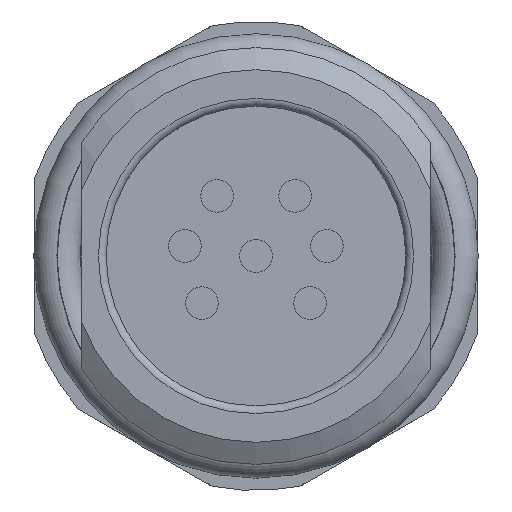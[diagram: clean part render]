
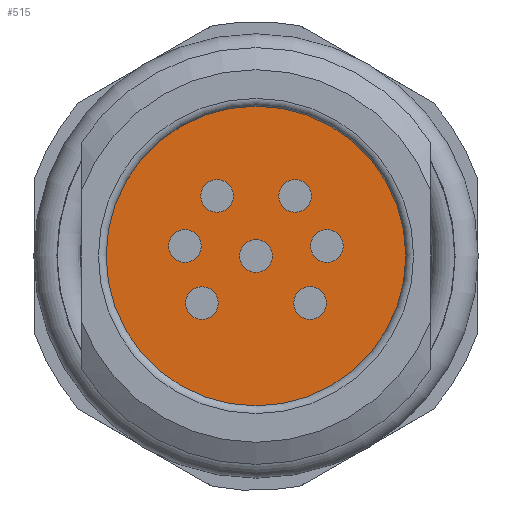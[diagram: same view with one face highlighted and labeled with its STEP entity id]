
A CAD part, left-side view. The second image highlights one B-rep face of the part: STEP entity #515.
In plain terms, the highlighted planar face has unit normal (-1, 0, 0).
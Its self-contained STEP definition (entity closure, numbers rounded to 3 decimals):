
#126=FACE_BOUND('',#848,.T.);
#127=FACE_BOUND('',#849,.T.);
#128=FACE_BOUND('',#850,.T.);
#129=FACE_BOUND('',#851,.T.);
#130=FACE_BOUND('',#852,.T.);
#131=FACE_BOUND('',#853,.T.);
#132=FACE_BOUND('',#854,.T.);
#133=FACE_BOUND('',#855,.T.);
#345=CIRCLE('',#2675,0.625);
#346=CIRCLE('',#2676,0.625);
#347=CIRCLE('',#2677,0.625);
#348=CIRCLE('',#2678,0.625);
#349=CIRCLE('',#2679,0.625);
#350=CIRCLE('',#2680,0.625);
#351=CIRCLE('',#2681,5.75);
#352=CIRCLE('',#2682,0.625);
#515=ADVANCED_FACE('',(#126,#127,#128,#129,#130,#131,#132,#133),#680,.T.);
#680=PLANE('',#2683);
#848=EDGE_LOOP('',(#1382));
#849=EDGE_LOOP('',(#1383));
#850=EDGE_LOOP('',(#1384));
#851=EDGE_LOOP('',(#1385));
#852=EDGE_LOOP('',(#1386));
#853=EDGE_LOOP('',(#1387));
#854=EDGE_LOOP('',(#1388));
#855=EDGE_LOOP('',(#1389));
#1382=ORIENTED_EDGE('',*,*,#2310,.F.);
#1383=ORIENTED_EDGE('',*,*,#2311,.F.);
#1384=ORIENTED_EDGE('',*,*,#2312,.F.);
#1385=ORIENTED_EDGE('',*,*,#2313,.F.);
#1386=ORIENTED_EDGE('',*,*,#2314,.F.);
#1387=ORIENTED_EDGE('',*,*,#2315,.F.);
#1388=ORIENTED_EDGE('',*,*,#2316,.T.);
#1389=ORIENTED_EDGE('',*,*,#2317,.T.);
#2042=VERTEX_POINT('',#4441);
#2043=VERTEX_POINT('',#4443);
#2044=VERTEX_POINT('',#4445);
#2045=VERTEX_POINT('',#4447);
#2046=VERTEX_POINT('',#4449);
#2047=VERTEX_POINT('',#4451);
#2048=VERTEX_POINT('',#4453);
#2049=VERTEX_POINT('',#4455);
#2310=EDGE_CURVE('',#2042,#2042,#345,.T.);
#2311=EDGE_CURVE('',#2043,#2043,#346,.T.);
#2312=EDGE_CURVE('',#2044,#2044,#347,.T.);
#2313=EDGE_CURVE('',#2045,#2045,#348,.T.);
#2314=EDGE_CURVE('',#2046,#2046,#349,.T.);
#2315=EDGE_CURVE('',#2047,#2047,#350,.T.);
#2316=EDGE_CURVE('',#2048,#2048,#351,.T.);
#2317=EDGE_CURVE('',#2049,#2049,#352,.T.);
#2675=AXIS2_PLACEMENT_3D('',#4440,#3097,#3098);
#2676=AXIS2_PLACEMENT_3D('',#4442,#3099,#3100);
#2677=AXIS2_PLACEMENT_3D('',#4444,#3101,#3102);
#2678=AXIS2_PLACEMENT_3D('',#4446,#3103,#3104);
#2679=AXIS2_PLACEMENT_3D('',#4448,#3105,#3106);
#2680=AXIS2_PLACEMENT_3D('',#4450,#3107,#3108);
#2681=AXIS2_PLACEMENT_3D('',#4452,#3109,#3110);
#2682=AXIS2_PLACEMENT_3D('',#4454,#3111,#3112);
#2683=AXIS2_PLACEMENT_3D('',#4456,#3113,#3114);
#3097=DIRECTION('',(-1.,0.,0.));
#3098=DIRECTION('',(0.,0.,1.));
#3099=DIRECTION('',(-1.,0.,0.));
#3100=DIRECTION('',(0.,0.,1.));
#3101=DIRECTION('',(-1.,0.,0.));
#3102=DIRECTION('',(0.,0.,1.));
#3103=DIRECTION('',(-1.,0.,0.));
#3104=DIRECTION('',(0.,0.,1.));
#3105=DIRECTION('',(-1.,0.,0.));
#3106=DIRECTION('',(0.,0.,1.));
#3107=DIRECTION('',(-1.,0.,0.));
#3108=DIRECTION('',(0.,0.,1.));
#3109=DIRECTION('',(-1.,0.,0.));
#3110=DIRECTION('',(0.,0.,1.));
#3111=DIRECTION('',(1.,0.,0.));
#3112=DIRECTION('',(0.,0.,1.));
#3113=DIRECTION('',(-1.,0.,0.));
#3114=DIRECTION('',(0.,-0.707,-0.707));
#4440=CARTESIAN_POINT('',(-17.,-2.075,-1.804));
#4441=CARTESIAN_POINT('',(-17.,-2.075,-1.179));
#4442=CARTESIAN_POINT('',(-17.,-2.72,0.385));
#4443=CARTESIAN_POINT('',(-17.,-2.72,1.01));
#4444=CARTESIAN_POINT('',(-17.,-1.501,2.306));
#4445=CARTESIAN_POINT('',(-17.,-1.501,2.931));
#4446=CARTESIAN_POINT('',(-17.,0.,0.));
#4447=CARTESIAN_POINT('',(-17.,0.,0.625));
#4448=CARTESIAN_POINT('',(-17.,1.494,2.306));
#4449=CARTESIAN_POINT('',(-17.,1.494,2.931));
#4450=CARTESIAN_POINT('',(-17.,2.075,-1.807));
#4451=CARTESIAN_POINT('',(-17.,2.075,-1.182));
#4452=CARTESIAN_POINT('',(-17.,0.,0.));
#4453=CARTESIAN_POINT('',(-17.,0.,5.75));
#4454=CARTESIAN_POINT('',(-17.,2.727,0.383));
#4455=CARTESIAN_POINT('',(-17.,2.727,1.008));
#4456=CARTESIAN_POINT('',(-17.,0.,0.));
